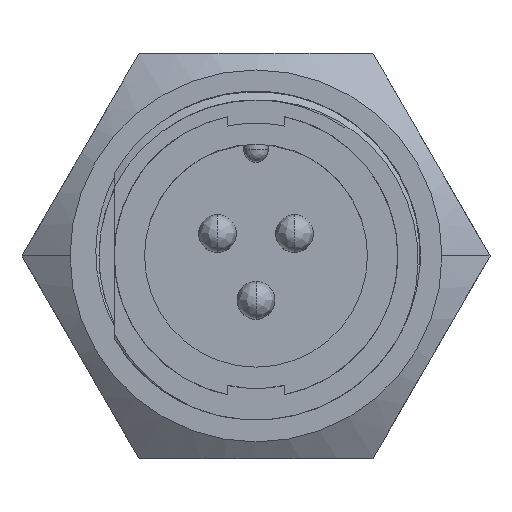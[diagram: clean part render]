
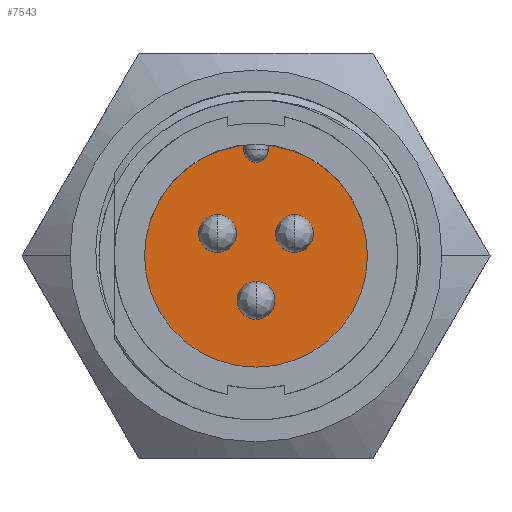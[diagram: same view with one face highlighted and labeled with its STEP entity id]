
A CAD part, top view. The second image highlights one B-rep face of the part: STEP entity #7543.
In plain terms, the highlighted planar face has unit normal (0, 0, 1).
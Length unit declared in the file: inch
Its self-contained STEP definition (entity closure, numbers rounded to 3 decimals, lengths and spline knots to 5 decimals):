
#1251 = EDGE_LOOP ( 'NONE', ( #15340, #15339 ) ) ;
#1253 = EDGE_LOOP ( 'NONE', ( #15270, #15320, #15334, #15335, #15338, #15337 ) ) ;
#1255 = EDGE_LOOP ( 'NONE', ( #15322, #15271 ) ) ;
#1257 = EDGE_LOOP ( 'NONE', ( #15379, #15367 ) ) ;
#2503 = AXIS2_PLACEMENT_3D ( 'NONE', #6990, #6994, #6995 ) ;
#2524 = AXIS2_PLACEMENT_3D ( 'NONE', #6996, #6997, #6998 ) ;
#2578 = CARTESIAN_POINT ( 'NONE',  ( 0., 0., 0.33845 ) ) ;
#2579 = DIRECTION ( 'NONE',  ( 0., 0., 1. ) ) ;
#2580 = DIRECTION ( 'NONE',  ( -1., 0., 0. ) ) ;
#2959 = CARTESIAN_POINT ( 'NONE',  ( -0.095, 0.055, 0.33845 ) ) ;
#2960 = DIRECTION ( 'NONE',  ( 0., 0., -1. ) ) ;
#2961 = DIRECTION ( 'NONE',  ( -1., 0., 0. ) ) ;
#3031 = CARTESIAN_POINT ( 'NONE',  ( 0.095, 0.055, 0.33845 ) ) ;
#3032 = DIRECTION ( 'NONE',  ( 0., 0., -1. ) ) ;
#3033 = DIRECTION ( 'NONE',  ( -1., 0., 0. ) ) ;
#3034 = CARTESIAN_POINT ( 'NONE',  ( 0., -0.11, 0.33845 ) ) ;
#3035 = DIRECTION ( 'NONE',  ( 0., 0., -1. ) ) ;
#3036 = DIRECTION ( 'NONE',  ( -1., 0., 0. ) ) ;
#3337 = CARTESIAN_POINT ( 'NONE',  ( 0., 0.261, 0.33845 ) ) ;
#3338 = DIRECTION ( 'NONE',  ( 0., 0., -1. ) ) ;
#3339 = DIRECTION ( 'NONE',  ( -1., 0., 0. ) ) ;
#4806 = CARTESIAN_POINT ( 'NONE',  ( 0.04832, 0.055, 0.33845 ) ) ;
#4808 = CARTESIAN_POINT ( 'NONE',  ( 0.14168, 0.055, 0.33845 ) ) ;
#4809 = CARTESIAN_POINT ( 'NONE',  ( -0.14168, 0.055, 0.33845 ) ) ;
#4813 = CARTESIAN_POINT ( 'NONE',  ( -0.04668, -0.11, 0.33845 ) ) ;
#4827 = CARTESIAN_POINT ( 'NONE',  ( 0.04668, -0.11, 0.33845 ) ) ;
#4936 = CARTESIAN_POINT ( 'NONE',  ( 0.03, 0.27336, 0.33845 ) ) ;
#4973 = CARTESIAN_POINT ( 'NONE',  ( -0.275, 0., 0.33845 ) ) ;
#5005 = CARTESIAN_POINT ( 'NONE',  ( 0.275, 0., 0.33845 ) ) ;
#5066 = CARTESIAN_POINT ( 'NONE',  ( -0.04832, 0.055, 0.33845 ) ) ;
#5067 = CARTESIAN_POINT ( 'NONE',  ( -0.03, 0.261, 0.33845 ) ) ;
#5081 = CARTESIAN_POINT ( 'NONE',  ( -0.03, 0.27336, 0.33845 ) ) ;
#5123 = CARTESIAN_POINT ( 'NONE',  ( 0.03, 0.261, 0.33845 ) ) ;
#6990 = CARTESIAN_POINT ( 'NONE',  ( 0., 0., 0.33845 ) ) ;
#6994 = DIRECTION ( 'NONE',  ( 0., 0., 1. ) ) ;
#6995 = DIRECTION ( 'NONE',  ( -1., 0., 0. ) ) ;
#6996 = CARTESIAN_POINT ( 'NONE',  ( 0., 0., 0.33845 ) ) ;
#6997 = DIRECTION ( 'NONE',  ( 0., 0., 1. ) ) ;
#6998 = DIRECTION ( 'NONE',  ( -1., 0., 0. ) ) ;
#7174 = LINE ( 'NONE', #7175, #10272 ) ;
#7175 = CARTESIAN_POINT ( 'NONE',  ( 0.03, 0., 0.33845 ) ) ;
#7176 = DIRECTION ( 'NONE',  ( 0., -1., 0. ) ) ;
#7421 = LINE ( 'NONE', #7422, #17769 ) ;
#7422 = CARTESIAN_POINT ( 'NONE',  ( -0.03, 0., 0.33845 ) ) ;
#7423 = DIRECTION ( 'NONE',  ( 0., 1., 0. ) ) ;
#7468 = CIRCLE ( 'NONE', #10077, 0.04668 ) ;
#7490 = CIRCLE ( 'NONE', #10040, 0.04668 ) ;
#7491 = CIRCLE ( 'NONE', #10044, 0.04668 ) ;
#7495 = CIRCLE ( 'NONE', #10194, 0.275 ) ;
#7499 = CIRCLE ( 'NONE', #10030, 0.04668 ) ;
#7501 = CIRCLE ( 'NONE', #2524, 0.275 ) ;
#7503 = CIRCLE ( 'NONE', #2503, 0.275 ) ;
#7508 = CIRCLE ( 'NONE', #10018, 0.03 ) ;
#7543 = ADVANCED_FACE ( 'NONE', ( #9828, #9814, #9809, #9807 ), #11938, .T. ) ;
#7589 = CIRCLE ( 'NONE', #10054, 0.04668 ) ;
#7596 = CIRCLE ( 'NONE', #9957, 0.04668 ) ;
#7872 = EDGE_CURVE ( 'NONE', #10879, #10882, #7596, .T. ) ;
#7908 = EDGE_CURVE ( 'NONE', #10883, #15409, #7589, .T. ) ;
#7982 = EDGE_CURVE ( 'NONE', #10888, #10918, #7468, .T. ) ;
#8102 = EDGE_CURVE ( 'NONE', #14489, #14575, #7495, .T. ) ;
#8156 = EDGE_CURVE ( 'NONE', #15409, #10883, #7491, .T. ) ;
#8164 = EDGE_CURVE ( 'NONE', #10882, #10879, #7499, .T. ) ;
#8165 = EDGE_CURVE ( 'NONE', #10918, #10888, #7490, .T. ) ;
#8170 = EDGE_CURVE ( 'NONE', #15466, #15410, #7508, .T. ) ;
#8503 = EDGE_CURVE ( 'NONE', #14575, #11256, #7503, .T. ) ;
#8504 = EDGE_CURVE ( 'NONE', #15424, #14489, #7501, .T. ) ;
#8519 = EDGE_CURVE ( 'NONE', #11256, #15466, #7174, .T. ) ;
#8536 = EDGE_CURVE ( 'NONE', #15410, #15424, #7421, .T. ) ;
#9295 = CARTESIAN_POINT ( 'NONE',  ( 0.095, 0.055, 0.33845 ) ) ;
#9296 = DIRECTION ( 'NONE',  ( 0., 0., -1. ) ) ;
#9297 = DIRECTION ( 'NONE',  ( -1., 0., 0. ) ) ;
#9450 = CARTESIAN_POINT ( 'NONE',  ( -0.095, 0.055, 0.33845 ) ) ;
#9457 = DIRECTION ( 'NONE',  ( 0., 0., -1. ) ) ;
#9458 = DIRECTION ( 'NONE',  ( -1., 0., 0. ) ) ;
#9807 = FACE_BOUND ( 'NONE', #1251, .T. ) ;
#9809 = FACE_OUTER_BOUND ( 'NONE', #1253, .T. ) ;
#9814 = FACE_BOUND ( 'NONE', #1255, .T. ) ;
#9817 = AXIS2_PLACEMENT_3D ( 'NONE', #12416, #11778, #11755 ) ;
#9828 = FACE_BOUND ( 'NONE', #1257, .T. ) ;
#9957 = AXIS2_PLACEMENT_3D ( 'NONE', #9295, #9296, #9297 ) ;
#10018 = AXIS2_PLACEMENT_3D ( 'NONE', #3337, #3338, #3339 ) ;
#10030 = AXIS2_PLACEMENT_3D ( 'NONE', #3031, #3032, #3033 ) ;
#10040 = AXIS2_PLACEMENT_3D ( 'NONE', #3034, #3035, #3036 ) ;
#10044 = AXIS2_PLACEMENT_3D ( 'NONE', #2959, #2960, #2961 ) ;
#10054 = AXIS2_PLACEMENT_3D ( 'NONE', #9450, #9457, #9458 ) ;
#10077 = AXIS2_PLACEMENT_3D ( 'NONE', #15549, #15550, #15551 ) ;
#10194 = AXIS2_PLACEMENT_3D ( 'NONE', #2578, #2579, #2580 ) ;
#10272 = VECTOR ( 'NONE', #7176, 39.37008 ) ;
#10879 = VERTEX_POINT ( 'NONE', #4806 ) ;
#10882 = VERTEX_POINT ( 'NONE', #4808 ) ;
#10883 = VERTEX_POINT ( 'NONE', #4809 ) ;
#10888 = VERTEX_POINT ( 'NONE', #4813 ) ;
#10918 = VERTEX_POINT ( 'NONE', #4827 ) ;
#11256 = VERTEX_POINT ( 'NONE', #4936 ) ;
#11755 = DIRECTION ( 'NONE',  ( 1., 0., 0. ) ) ;
#11778 = DIRECTION ( 'NONE',  ( 0., 0., 1. ) ) ;
#11938 = PLANE ( 'NONE',  #9817 ) ;
#12416 = CARTESIAN_POINT ( 'NONE',  ( 0., 0., 0.33845 ) ) ;
#14489 = VERTEX_POINT ( 'NONE', #4973 ) ;
#14575 = VERTEX_POINT ( 'NONE', #5005 ) ;
#15270 = ORIENTED_EDGE ( 'NONE', *, *, #8170, .T. ) ;
#15271 = ORIENTED_EDGE ( 'NONE', *, *, #8156, .T. ) ;
#15320 = ORIENTED_EDGE ( 'NONE', *, *, #8536, .T. ) ;
#15322 = ORIENTED_EDGE ( 'NONE', *, *, #7908, .T. ) ;
#15334 = ORIENTED_EDGE ( 'NONE', *, *, #8504, .T. ) ;
#15335 = ORIENTED_EDGE ( 'NONE', *, *, #8102, .T. ) ;
#15337 = ORIENTED_EDGE ( 'NONE', *, *, #8519, .T. ) ;
#15338 = ORIENTED_EDGE ( 'NONE', *, *, #8503, .T. ) ;
#15339 = ORIENTED_EDGE ( 'NONE', *, *, #8164, .T. ) ;
#15340 = ORIENTED_EDGE ( 'NONE', *, *, #7872, .T. ) ;
#15367 = ORIENTED_EDGE ( 'NONE', *, *, #8165, .T. ) ;
#15379 = ORIENTED_EDGE ( 'NONE', *, *, #7982, .T. ) ;
#15409 = VERTEX_POINT ( 'NONE', #5066 ) ;
#15410 = VERTEX_POINT ( 'NONE', #5067 ) ;
#15424 = VERTEX_POINT ( 'NONE', #5081 ) ;
#15466 = VERTEX_POINT ( 'NONE', #5123 ) ;
#15549 = CARTESIAN_POINT ( 'NONE',  ( 0., -0.11, 0.33845 ) ) ;
#15550 = DIRECTION ( 'NONE',  ( 0., 0., -1. ) ) ;
#15551 = DIRECTION ( 'NONE',  ( -1., 0., 0. ) ) ;
#17769 = VECTOR ( 'NONE', #7423, 39.37008 ) ;
